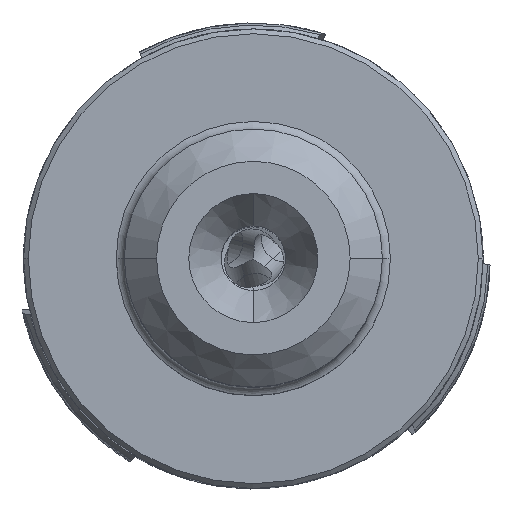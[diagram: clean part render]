
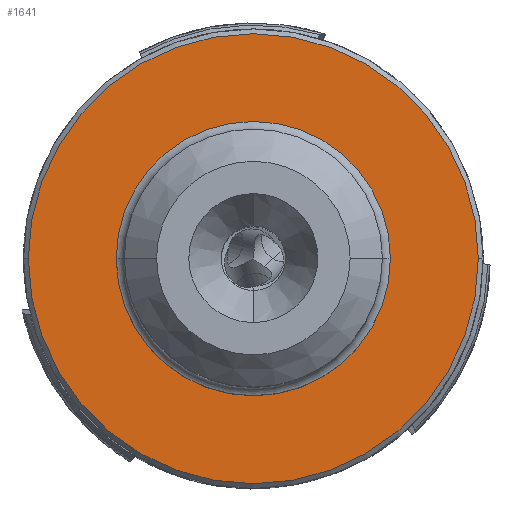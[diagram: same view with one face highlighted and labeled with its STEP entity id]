
A CAD part, top view. The second image highlights one B-rep face of the part: STEP entity #1641.
In plain terms, the highlighted planar face has unit normal (0, 0, 1).
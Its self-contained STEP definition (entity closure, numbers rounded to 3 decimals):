
#319=PLANE('',#8137);
#1641=ADVANCED_FACE('',(#2077,#2078),#319,.T.);
#2077=FACE_BOUND('',#2301,.T.);
#2078=FACE_BOUND('',#2302,.T.);
#2301=EDGE_LOOP('',(#4034,#4035,#4036));
#2302=EDGE_LOOP('',(#4037,#4038));
#4034=ORIENTED_EDGE('',*,*,#6712,.F.);
#4035=ORIENTED_EDGE('',*,*,#6711,.F.);
#4036=ORIENTED_EDGE('',*,*,#6710,.F.);
#4037=ORIENTED_EDGE('',*,*,#6713,.F.);
#4038=ORIENTED_EDGE('',*,*,#6714,.F.);
#5748=VERTEX_POINT('',#15837);
#5749=VERTEX_POINT('',#15839);
#5750=VERTEX_POINT('',#15841);
#5751=VERTEX_POINT('',#15846);
#5752=VERTEX_POINT('',#15847);
#6710=EDGE_CURVE('',#5749,#5750,#7388,.T.);
#6711=EDGE_CURVE('',#5750,#5748,#7389,.T.);
#6712=EDGE_CURVE('',#5748,#5749,#7390,.T.);
#6713=EDGE_CURVE('',#5751,#5752,#7391,.T.);
#6714=EDGE_CURVE('',#5752,#5751,#7392,.T.);
#7388=CIRCLE('',#8131,13.95);
#7389=CIRCLE('',#8132,13.95);
#7390=CIRCLE('',#8134,13.95);
#7391=CIRCLE('',#8135,8.5);
#7392=CIRCLE('',#8136,8.5);
#8131=AXIS2_PLACEMENT_3D('',#15840,#9599,#9600);
#8132=AXIS2_PLACEMENT_3D('',#15842,#9601,#9602);
#8134=AXIS2_PLACEMENT_3D('',#15844,#9605,#9606);
#8135=AXIS2_PLACEMENT_3D('',#15845,#9607,#9608);
#8136=AXIS2_PLACEMENT_3D('',#15848,#9609,#9610);
#8137=AXIS2_PLACEMENT_3D('',#15849,#9611,#9612);
#9599=DIRECTION('',(0.,0.,-1.));
#9600=DIRECTION('',(1.,0.,0.));
#9601=DIRECTION('',(0.,0.,-1.));
#9602=DIRECTION('',(0.,-1.,0.));
#9605=DIRECTION('',(0.,0.,-1.));
#9606=DIRECTION('',(-1.,0.,0.));
#9607=DIRECTION('',(0.,0.,1.));
#9608=DIRECTION('',(0.,1.,0.));
#9609=DIRECTION('',(0.,0.,1.));
#9610=DIRECTION('',(0.,-1.,0.));
#9611=DIRECTION('',(0.,0.,1.));
#9612=DIRECTION('',(-1.,0.,0.));
#15837=CARTESIAN_POINT('',(-13.95,0.,0.));
#15839=CARTESIAN_POINT('',(13.95,0.,0.));
#15840=CARTESIAN_POINT('',(0.,0.,0.));
#15841=CARTESIAN_POINT('',(0.,-13.95,0.));
#15842=CARTESIAN_POINT('',(0.,0.,0.));
#15844=CARTESIAN_POINT('',(0.,0.,0.));
#15845=CARTESIAN_POINT('',(0.,0.,0.));
#15846=CARTESIAN_POINT('',(0.,8.5,0.));
#15847=CARTESIAN_POINT('',(0.,-8.5,0.));
#15848=CARTESIAN_POINT('',(0.,0.,0.));
#15849=CARTESIAN_POINT('',(0.,0.001,0.));
